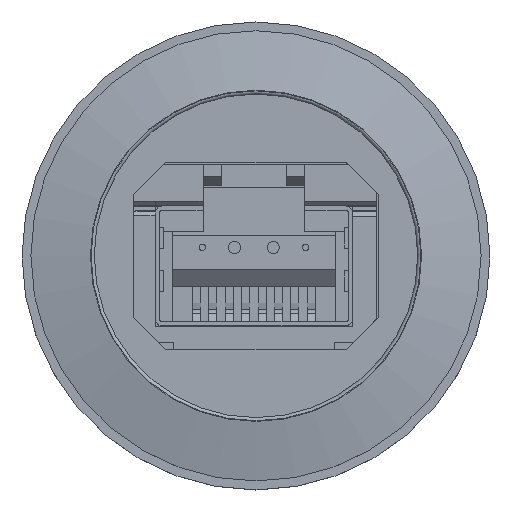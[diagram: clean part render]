
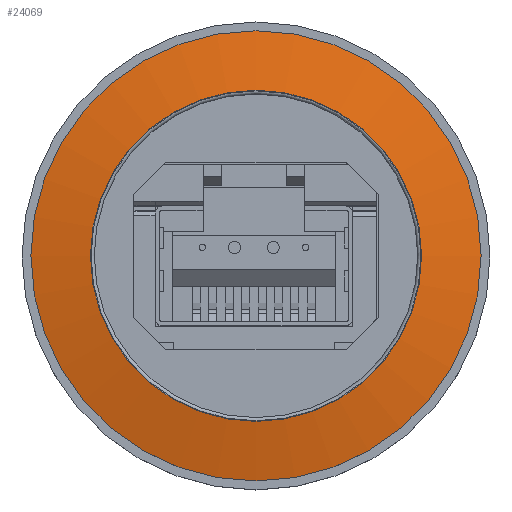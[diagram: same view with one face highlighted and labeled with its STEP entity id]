
A CAD part, top view. The second image highlights one B-rep face of the part: STEP entity #24069.
In plain terms, the highlighted conical face has half-angle 78.5 degrees and reference radius 12.107 mm.
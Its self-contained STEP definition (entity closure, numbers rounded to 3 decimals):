
#17=CONICAL_SURFACE($,#25726,12.107,78.5);
#453=FACE_BOUND($,#3715,.T.);
#938=CIRCLE($,#25674,10.264);
#952=CIRCLE($,#25725,13.95);
#2381=FACE_OUTER_BOUND($,#3714,.T.);
#3714=EDGE_LOOP($,(#21865));
#3715=EDGE_LOOP($,(#21866));
#11508=VERTEX_POINT($,#40909);
#11529=VERTEX_POINT($,#44520);
#14892=EDGE_CURVE($,#11508,#11508,#938,.T.);
#14987=EDGE_CURVE($,#11529,#11529,#952,.T.);
#21865=ORIENTED_EDGE($,*,*,#14892,.F.);
#21866=ORIENTED_EDGE($,*,*,#14987,.T.);
#24069=ADVANCED_FACE($,(#2381,#453),#17,.T.);
#25674=AXIS2_PLACEMENT_3D($,#40910,#31549,#31550);
#25725=AXIS2_PLACEMENT_3D($,#44521,#31660,#31661);
#25726=AXIS2_PLACEMENT_3D($,#44522,#31662,#31663);
#31549=DIRECTION('center_axis',(0.,0.,1.));
#31550=DIRECTION('ref_axis',(1.,0.,0.));
#31660=DIRECTION('center_axis',(0.,0.,1.));
#31661=DIRECTION('ref_axis',(1.,0.,0.));
#31662=DIRECTION('center_axis',(0.,0.,-1.));
#31663=DIRECTION('ref_axis',(1.,0.,0.));
#40909=CARTESIAN_POINT('',(10.264,0.,1.5));
#40910=CARTESIAN_POINT('Origin',(0.,0.,
1.5));
#44520=CARTESIAN_POINT('',(13.95,0.,0.75));
#44521=CARTESIAN_POINT('Origin',(0.,0.,
0.75));
#44522=CARTESIAN_POINT('Origin',(0.,0.,
1.125));
